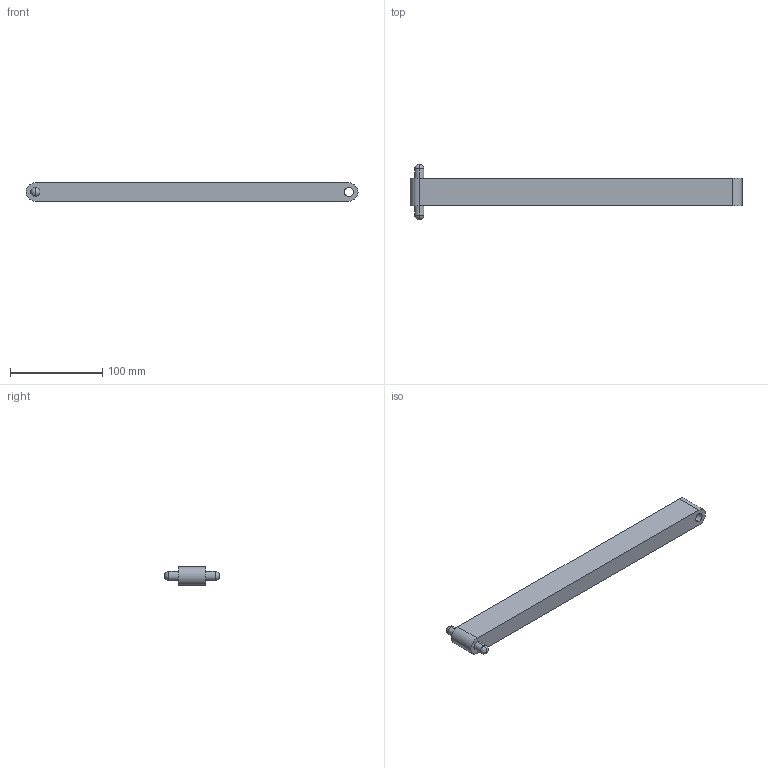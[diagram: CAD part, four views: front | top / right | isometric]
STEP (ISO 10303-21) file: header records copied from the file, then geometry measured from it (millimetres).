
FILE_DESCRIPTION (( 'STEP AP203' ), '1' );
FILE_NAME ('shangliang1_Default_sldprt.STEP', '2018-04-29T11:41:20', ( '' ), ( '' ), 'SwSTEP 2.0', 'SolidWorks 2015', '' );
FILE_SCHEMA (( 'CONFIG_CONTROL_DESIGN' ));
Length unit declared in the file: millimetre
Products named in the file (1): shangliang1_Default_sldprt
Bounding box: 360 x 60 x 20 mm (x, y, z)
Volume: 213163 mm3; surface area: 38084.1 mm2
Topology: 1 solids, 1 shells, 16 faces, 42 edges, 26 vertices
Faces by surface type: cylinder 8, sphere 4, plane 4
Entity records: 523 total; most frequent: DIRECTION 88, CARTESIAN_POINT 73, ORIENTED_EDGE 68, AXIS2_PLACEMENT_3D 37, EDGE_CURVE 34, VERTEX_POINT 22, EDGE_LOOP 20, CIRCLE 20
